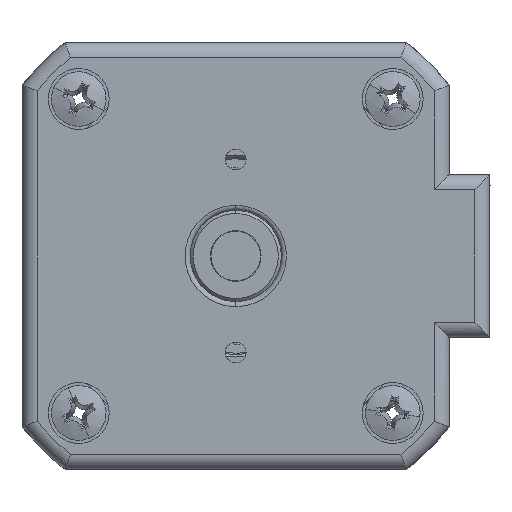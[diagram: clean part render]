
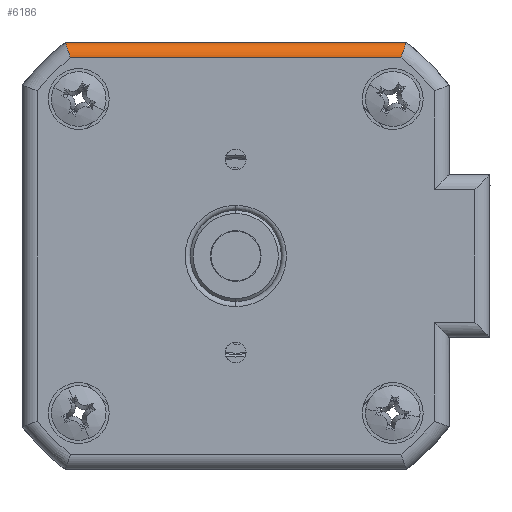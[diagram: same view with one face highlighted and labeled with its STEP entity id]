
A CAD part, front view. The second image highlights one B-rep face of the part: STEP entity #6186.
In plain terms, the highlighted cylindrical face has radius 1.5 mm (diameter 3 mm), a partial arc.
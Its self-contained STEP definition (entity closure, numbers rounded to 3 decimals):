
#504 = AXIS2_PLACEMENT_3D ( 'NONE', #1001, #6917, #1888 ) ;
#664 = CARTESIAN_POINT ( 'NONE',  ( -21.555, -19.957, 37.738 ) ) ;
#793 = CARTESIAN_POINT ( 'NONE',  ( 12.109, -20.454, 37.657 ) ) ;
#799 = CARTESIAN_POINT ( 'NONE',  ( -21.444, -20.898, 37.423 ) ) ;
#958 = ORIENTED_EDGE ( 'NONE', *, *, #2568, .T. ) ;
#1001 = CARTESIAN_POINT ( 'NONE',  ( -21.555, -19.957, 36.238 ) ) ;
#1157 = LINE ( 'NONE', #664, #7318 ) ;
#1644 = CARTESIAN_POINT ( 'NONE',  ( 12.134, -20.16, 37.728 ) ) ;
#1652 = CARTESIAN_POINT ( 'NONE',  ( -21.526, -20.454, 37.657 ) ) ;
#1702 = VERTEX_POINT ( 'NONE', #3685 ) ;
#1744 = EDGE_LOOP ( 'NONE', ( #958, #10136, #9404, #5084 ) ) ;
#1888 = DIRECTION ( 'NONE',  ( 0., 0., -1. ) ) ;
#2133 = CARTESIAN_POINT ( 'NONE',  ( -4.709, -21.457, 36.238 ) ) ;
#2273 = CARTESIAN_POINT ( 'NONE',  ( 11.604, -21.457, 36.238 ) ) ;
#2466 = VERTEX_POINT ( 'NONE', #2273 ) ;
#2508 = CARTESIAN_POINT ( 'NONE',  ( 12.137, -19.957, 37.738 ) ) ;
#2512 = CARTESIAN_POINT ( 'NONE',  ( -21.551, -20.16, 37.728 ) ) ;
#2568 = EDGE_CURVE ( 'NONE', #2466, #1702, #5333, .T. ) ;
#2970 = DIRECTION ( 'NONE',  ( -1., 0., 0. ) ) ;
#3074 = FACE_OUTER_BOUND ( 'NONE', #1744, .T. ) ;
#3283 = CARTESIAN_POINT ( 'NONE',  ( 11.672, -21.457, 36.428 ) ) ;
#3289 = CARTESIAN_POINT ( 'NONE',  ( -21.09, -21.457, 36.428 ) ) ;
#3326 = CARTESIAN_POINT ( 'NONE',  ( -21.555, -19.957, 37.738 ) ) ;
#3685 = CARTESIAN_POINT ( 'NONE',  ( 12.137, -19.957, 37.738 ) ) ;
#4112 = CARTESIAN_POINT ( 'NONE',  ( 11.741, -21.42, 36.621 ) ) ;
#4316 = B_SPLINE_CURVE_WITH_KNOTS ( 'NONE', 3,
 ( #4979, #3289, #8328, #10892, #5819, #799, #6684, #1652, #7508, #2512, #8371, #3326 ),
 .UNSPECIFIED., .F., .F.,
 ( 4, 2, 2, 2, 2, 4 ),
 ( 0., 0.001, 0.001, 0.002, 0.002, 0.002 ),
 .UNSPECIFIED. ) ;
#4783 = EDGE_CURVE ( 'NONE', #9124, #1702, #1157, .T. ) ;
#4973 = CARTESIAN_POINT ( 'NONE',  ( 11.928, -21.17, 37.143 ) ) ;
#4979 = CARTESIAN_POINT ( 'NONE',  ( -21.021, -21.457, 36.238 ) ) ;
#5084 = ORIENTED_EDGE ( 'NONE', *, *, #5783, .F. ) ;
#5333 = B_SPLINE_CURVE_WITH_KNOTS ( 'NONE', 3,
 ( #9091, #3283, #4112, #10033, #4973, #10886, #5809, #793, #6676, #1644, #7503, #2508 ),
 .UNSPECIFIED., .F., .F.,
 ( 4, 2, 2, 2, 2, 4 ),
 ( 0., 0.001, 0.001, 0.002, 0.002, 0.002 ),
 .UNSPECIFIED. ) ;
#5783 = EDGE_CURVE ( 'NONE', #2466, #10865, #6503, .T. ) ;
#5809 = CARTESIAN_POINT ( 'NONE',  ( 12.067, -20.731, 37.539 ) ) ;
#5819 = CARTESIAN_POINT ( 'NONE',  ( -21.345, -21.17, 37.143 ) ) ;
#5917 = EDGE_CURVE ( 'NONE', #10865, #9124, #4316, .T. ) ;
#6186 = ADVANCED_FACE ( 'NONE', ( #3074 ), #7023, .T. ) ;
#6503 = LINE ( 'NONE', #2133, #10737 ) ;
#6542 = DIRECTION ( 'NONE',  ( 1., 0., 0. ) ) ;
#6676 = CARTESIAN_POINT ( 'NONE',  ( 12.12, -20.357, 37.687 ) ) ;
#6684 = CARTESIAN_POINT ( 'NONE',  ( -21.485, -20.731, 37.539 ) ) ;
#6917 = DIRECTION ( 'NONE',  ( 1., 0., 0. ) ) ;
#7023 = CYLINDRICAL_SURFACE ( 'NONE', #504, 1.5 ) ;
#7171 = CARTESIAN_POINT ( 'NONE',  ( -21.555, -19.957, 37.738 ) ) ;
#7318 = VECTOR ( 'NONE', #6542, 1000. ) ;
#7503 = CARTESIAN_POINT ( 'NONE',  ( 12.137, -20.059, 37.738 ) ) ;
#7508 = CARTESIAN_POINT ( 'NONE',  ( -21.537, -20.357, 37.687 ) ) ;
#8328 = CARTESIAN_POINT ( 'NONE',  ( -21.159, -21.42, 36.621 ) ) ;
#8371 = CARTESIAN_POINT ( 'NONE',  ( -21.555, -20.059, 37.738 ) ) ;
#9091 = CARTESIAN_POINT ( 'NONE',  ( 11.604, -21.457, 36.238 ) ) ;
#9124 = VERTEX_POINT ( 'NONE', #7171 ) ;
#9404 = ORIENTED_EDGE ( 'NONE', *, *, #5917, .F. ) ;
#10033 = CARTESIAN_POINT ( 'NONE',  ( 11.868, -21.277, 36.976 ) ) ;
#10136 = ORIENTED_EDGE ( 'NONE', *, *, #4783, .F. ) ;
#10449 = CARTESIAN_POINT ( 'NONE',  ( -21.021, -21.457, 36.238 ) ) ;
#10737 = VECTOR ( 'NONE', #2970, 1000. ) ;
#10865 = VERTEX_POINT ( 'NONE', #10449 ) ;
#10886 = CARTESIAN_POINT ( 'NONE',  ( 12.027, -20.898, 37.423 ) ) ;
#10892 = CARTESIAN_POINT ( 'NONE',  ( -21.286, -21.277, 36.976 ) ) ;
